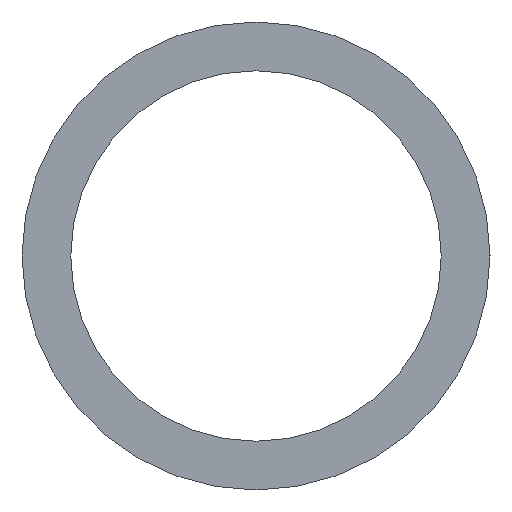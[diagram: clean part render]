
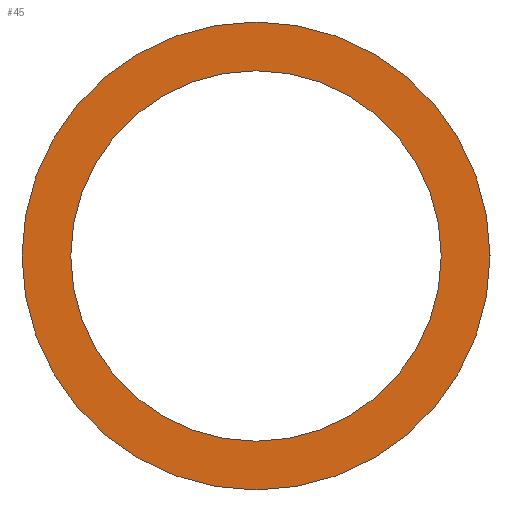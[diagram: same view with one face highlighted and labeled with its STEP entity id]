
A CAD part, left-side view. The second image highlights one B-rep face of the part: STEP entity #45.
In plain terms, the highlighted planar face has unit normal (-1, 0, 0).
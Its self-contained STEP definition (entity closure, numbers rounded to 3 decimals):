
#3 = AXIS2_PLACEMENT_3D ( 'NONE', #97, #113, #54 ) ;
#18 = AXIS2_PLACEMENT_3D ( 'NONE', #62, #82, #44 ) ;
#33 = EDGE_CURVE ( 'NONE', #69, #55, #128, .T. ) ;
#35 = DIRECTION ( 'NONE',  ( 0., 0., -1. ) ) ;
#43 = FACE_OUTER_BOUND ( 'NONE', #47, .T. ) ;
#44 = DIRECTION ( 'NONE',  ( 0., 0., -1. ) ) ;
#45 = ADVANCED_FACE ( 'NONE', ( #43, #51 ), #210, .F. ) ;
#47 = EDGE_LOOP ( 'NONE', ( #123, #152 ) ) ;
#51 = FACE_BOUND ( 'NONE', #94, .T. ) ;
#52 = CARTESIAN_POINT ( 'NONE',  ( -750., 0., 0. ) ) ;
#54 = DIRECTION ( 'NONE',  ( 0., 0., -1. ) ) ;
#55 = VERTEX_POINT ( 'NONE', #204 ) ;
#57 = AXIS2_PLACEMENT_3D ( 'NONE', #52, #68, #211 ) ;
#62 = CARTESIAN_POINT ( 'NONE',  ( -750., 0., 0. ) ) ;
#63 = AXIS2_PLACEMENT_3D ( 'NONE', #132, #130, #111 ) ;
#66 = EDGE_CURVE ( 'NONE', #72, #83, #180, .T. ) ;
#68 = DIRECTION ( 'NONE',  ( 1., 0., 0. ) ) ;
#69 = VERTEX_POINT ( 'NONE', #178 ) ;
#72 = VERTEX_POINT ( 'NONE', #214 ) ;
#82 = DIRECTION ( 'NONE',  ( 1., 0., 0. ) ) ;
#83 = VERTEX_POINT ( 'NONE', #227 ) ;
#94 = EDGE_LOOP ( 'NONE', ( #199, #101 ) ) ;
#97 = CARTESIAN_POINT ( 'NONE',  ( -750., 0., 0. ) ) ;
#101 = ORIENTED_EDGE ( 'NONE', *, *, #66, .T. ) ;
#109 = DIRECTION ( 'NONE',  ( 1., 0., 0. ) ) ;
#111 = DIRECTION ( 'NONE',  ( 0., 0., -1. ) ) ;
#113 = DIRECTION ( 'NONE',  ( 1., 0., 0. ) ) ;
#123 = ORIENTED_EDGE ( 'NONE', *, *, #150, .F. ) ;
#125 = CARTESIAN_POINT ( 'NONE',  ( -750., 0., 0. ) ) ;
#128 = CIRCLE ( 'NONE', #140, 24. ) ;
#130 = DIRECTION ( 'NONE',  ( 1., 0., 0. ) ) ;
#132 = CARTESIAN_POINT ( 'NONE',  ( -750., 0., 0. ) ) ;
#140 = AXIS2_PLACEMENT_3D ( 'NONE', #125, #109, #35 ) ;
#150 = EDGE_CURVE ( 'NONE', #55, #69, #190, .T. ) ;
#152 = ORIENTED_EDGE ( 'NONE', *, *, #33, .F. ) ;
#163 = CIRCLE ( 'NONE', #18, 19. ) ;
#178 = CARTESIAN_POINT ( 'NONE',  ( -750., 0., -24. ) ) ;
#180 = CIRCLE ( 'NONE', #63, 19. ) ;
#190 = CIRCLE ( 'NONE', #3, 24. ) ;
#199 = ORIENTED_EDGE ( 'NONE', *, *, #232, .T. ) ;
#204 = CARTESIAN_POINT ( 'NONE',  ( -750., 0., 24. ) ) ;
#210 = PLANE ( 'NONE',  #57 ) ;
#211 = DIRECTION ( 'NONE',  ( 0., 0., -1. ) ) ;
#214 = CARTESIAN_POINT ( 'NONE',  ( -750., 0., -19. ) ) ;
#227 = CARTESIAN_POINT ( 'NONE',  ( -750., 0., 19. ) ) ;
#232 = EDGE_CURVE ( 'NONE', #83, #72, #163, .T. ) ;
